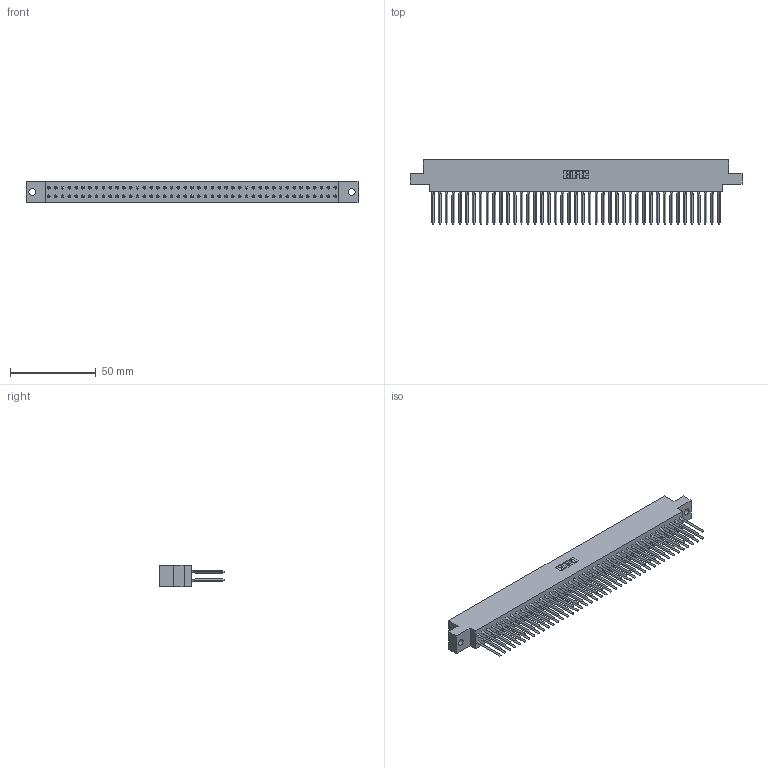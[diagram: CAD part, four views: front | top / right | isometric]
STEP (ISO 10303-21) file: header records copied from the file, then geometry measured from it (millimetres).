
FILE_DESCRIPTION (( 'STEP AP203' ), '1' );
FILE_NAME ('317-086-540-804.STEP', '2020-02-28T10:28:41', ( '' ), ( '' ), 'SwSTEP 2.0', 'SolidWorks 2016', '' );
FILE_SCHEMA (( 'CONFIG_CONTROL_DESIGN' ));
Length unit declared in the file: inch
Products named in the file (3): 317 Part_.156 Dia - TH; 317-086-540-804; 317-290-001_540
Assembly tree (87 placements, depth 2):
  317-086-540-804
    317 Part_.156 Dia - TH
    317-290-001_540  x86
Bounding box: 193.09 x 37.34 x 12.7 mm (x, y, z)
Volume: 32352.6 mm3; surface area: 48097.7 mm2
Topology: 87 solids, 87 shells, 7756 faces, 21517 edges, 13856 vertices
Faces by surface type: plane 6336, cylinder 1076, bspline 344
Entity records: 62020 total; most frequent: CARTESIAN_POINT 11235, ORIENTED_EDGE 10734, DIRECTION 8953, EDGE_CURVE 5367, VECTOR 5111, LINE 5111, VERTEX_POINT 3571, AXIS2_PLACEMENT_3D 1921
